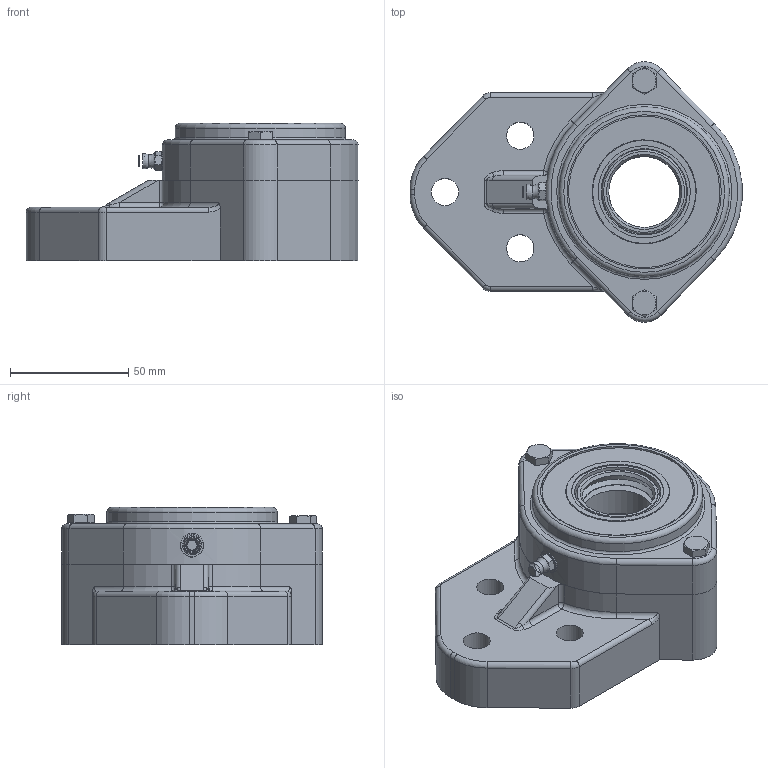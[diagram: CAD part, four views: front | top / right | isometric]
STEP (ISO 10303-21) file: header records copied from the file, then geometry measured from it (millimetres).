
FILE_DESCRIPTION(/* description */ (''),/* implementation_level */ '2;1');
FILE_NAME(/* name */ 'NG30-FBL31.stp',/* time_stamp */ '2019-12-13T10:30:30+01:00',/* author */ ('fje'),/* organization */ (''),/* preprocessor_version */ 'ST-DEVELOPER v17',/* originating_system */ 'Autodesk Inventor 2018',/* authorisation */ '');
FILE_SCHEMA (('CONFIG_CONTROL_DESIGN'));
Length unit declared in the file: millimetre
Products named in the file (1): Part8
Bounding box: 140.35 x 110 x 58 mm (x, y, z)
Volume: 336267.2 mm3; surface area: 109759.1 mm2
Topology: 18 solids, 19 shells, 397 faces, 1008 edges, 676 vertices
Faces by surface type: plane 162, cylinder 120, cone 61, torus 39, bspline 8, sphere 7
Full cylindrical faces by diameter (mm): 2.4 x1, 3 x4, 4.917 x2, 5.459 x2, 6 x4, 6.5 x2, 7 x4, 7.8 x4, 8 x1, 8.7 x2, 9 x3, 10 x1, 11.5 x3, 30 x2, 34.2 x2, 36.5 x2, 37.4 x2, 39 x2, 40 x4, 40.25 x2, 42.15 x1, 43.6 x1, 44 x2, 51.65 x1, 53.55 x4, 64 x2, 65.2 x1, 70.2 x2, 72 x4, 77 x1
Entity records: 13549 total; most frequent: CARTESIAN_POINT 3025, DIRECTION 2217, ORIENTED_EDGE 2020, EDGE_CURVE 1010, AXIS2_PLACEMENT_3D 913, VERTEX_POINT 698, CIRCLE 509, EDGE_LOOP 485
